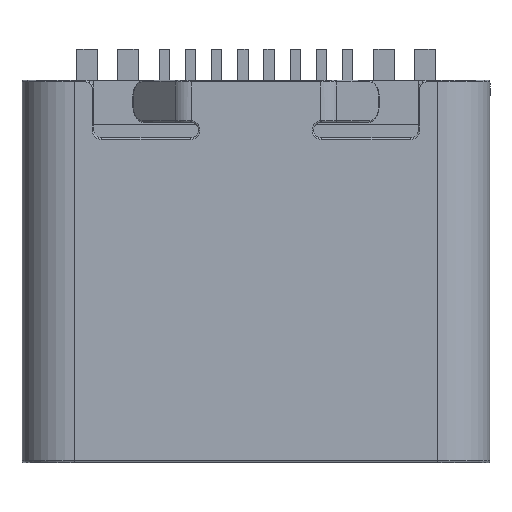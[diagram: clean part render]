
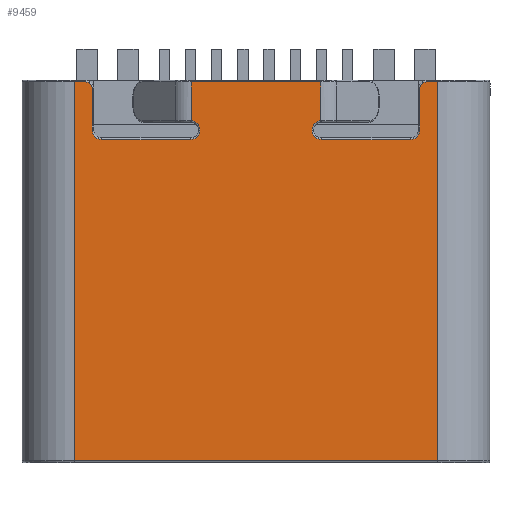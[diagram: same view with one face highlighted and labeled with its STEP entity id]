
A CAD part, top view. The second image highlights one B-rep face of the part: STEP entity #9459.
In plain terms, the highlighted planar face has unit normal (0, 0, 1).
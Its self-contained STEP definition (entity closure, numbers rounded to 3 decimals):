
#222=PLANE('',#10093);
#701=LINE('',#14790,#1563);
#702=LINE('',#14792,#1564);
#703=LINE('',#14794,#1565);
#704=LINE('',#14796,#1566);
#705=LINE('',#14798,#1567);
#706=LINE('',#14802,#1568);
#707=LINE('',#14806,#1569);
#708=LINE('',#14810,#1570);
#709=LINE('',#14812,#1571);
#710=LINE('',#14814,#1572);
#711=LINE('',#14818,#1573);
#712=LINE('',#14821,#1574);
#1563=VECTOR('',#11424,1.);
#1564=VECTOR('',#11425,1.);
#1565=VECTOR('',#11426,1.);
#1566=VECTOR('',#11427,1.);
#1567=VECTOR('',#11428,1.);
#1568=VECTOR('',#11431,1.);
#1569=VECTOR('',#11434,1.);
#1570=VECTOR('',#11437,1.);
#1571=VECTOR('',#11438,1.);
#1572=VECTOR('',#11439,1.);
#1573=VECTOR('',#11442,1.);
#1574=VECTOR('',#11445,1.);
#2392=FACE_OUTER_BOUND('',#2967,.T.);
#2967=EDGE_LOOP('',(#6454,#6455,#6456,#6457,#6458,#6459,#6460,#6461,#6462,
#6463,#6464,#6465,#6466,#6467,#6468,#6469,#6470,#6471));
#3571=CIRCLE('',#10094,0.12);
#3572=CIRCLE('',#10095,0.12);
#3573=CIRCLE('',#10096,0.18);
#3574=CIRCLE('',#10097,0.18);
#3575=CIRCLE('',#10098,0.18);
#3576=CIRCLE('',#10099,0.18);
#4258=VERTEX_POINT('',#14786);
#4259=VERTEX_POINT('',#14787);
#4260=VERTEX_POINT('',#14789);
#4261=VERTEX_POINT('',#14791);
#4262=VERTEX_POINT('',#14793);
#4263=VERTEX_POINT('',#14795);
#4264=VERTEX_POINT('',#14797);
#4265=VERTEX_POINT('',#14799);
#4266=VERTEX_POINT('',#14801);
#4267=VERTEX_POINT('',#14803);
#4268=VERTEX_POINT('',#14805);
#4269=VERTEX_POINT('',#14807);
#4270=VERTEX_POINT('',#14809);
#4271=VERTEX_POINT('',#14811);
#4272=VERTEX_POINT('',#14813);
#4273=VERTEX_POINT('',#14815);
#4274=VERTEX_POINT('',#14817);
#4275=VERTEX_POINT('',#14819);
#5088=EDGE_CURVE('',#4258,#4259,#3571,.T.);
#5089=EDGE_CURVE('',#4259,#4260,#701,.T.);
#5090=EDGE_CURVE('',#4261,#4260,#702,.T.);
#5091=EDGE_CURVE('',#4261,#4262,#703,.T.);
#5092=EDGE_CURVE('',#4262,#4263,#704,.T.);
#5093=EDGE_CURVE('',#4263,#4264,#705,.T.);
#5094=EDGE_CURVE('',#4264,#4265,#3572,.T.);
#5095=EDGE_CURVE('',#4265,#4266,#706,.T.);
#5096=EDGE_CURVE('',#4266,#4267,#3573,.T.);
#5097=EDGE_CURVE('',#4267,#4268,#707,.T.);
#5098=EDGE_CURVE('',#4268,#4269,#3574,.T.);
#5099=EDGE_CURVE('',#4269,#4270,#708,.T.);
#5100=EDGE_CURVE('',#4270,#4271,#709,.T.);
#5101=EDGE_CURVE('',#4272,#4271,#710,.T.);
#5102=EDGE_CURVE('',#4272,#4273,#3575,.T.);
#5103=EDGE_CURVE('',#4273,#4274,#711,.T.);
#5104=EDGE_CURVE('',#4274,#4275,#3576,.T.);
#5105=EDGE_CURVE('',#4275,#4258,#712,.T.);
#6454=ORIENTED_EDGE('',*,*,#5088,.T.);
#6455=ORIENTED_EDGE('',*,*,#5089,.T.);
#6456=ORIENTED_EDGE('',*,*,#5090,.F.);
#6457=ORIENTED_EDGE('',*,*,#5091,.T.);
#6458=ORIENTED_EDGE('',*,*,#5092,.T.);
#6459=ORIENTED_EDGE('',*,*,#5093,.T.);
#6460=ORIENTED_EDGE('',*,*,#5094,.T.);
#6461=ORIENTED_EDGE('',*,*,#5095,.T.);
#6462=ORIENTED_EDGE('',*,*,#5096,.T.);
#6463=ORIENTED_EDGE('',*,*,#5097,.T.);
#6464=ORIENTED_EDGE('',*,*,#5098,.T.);
#6465=ORIENTED_EDGE('',*,*,#5099,.T.);
#6466=ORIENTED_EDGE('',*,*,#5100,.T.);
#6467=ORIENTED_EDGE('',*,*,#5101,.F.);
#6468=ORIENTED_EDGE('',*,*,#5102,.T.);
#6469=ORIENTED_EDGE('',*,*,#5103,.T.);
#6470=ORIENTED_EDGE('',*,*,#5104,.T.);
#6471=ORIENTED_EDGE('',*,*,#5105,.T.);
#9459=ADVANCED_FACE('',(#2392),#222,.F.);
#10093=AXIS2_PLACEMENT_3D('',#14785,#11420,#11421);
#10094=AXIS2_PLACEMENT_3D('',#14788,#11422,#11423);
#10095=AXIS2_PLACEMENT_3D('',#14800,#11429,#11430);
#10096=AXIS2_PLACEMENT_3D('',#14804,#11432,#11433);
#10097=AXIS2_PLACEMENT_3D('',#14808,#11435,#11436);
#10098=AXIS2_PLACEMENT_3D('',#14816,#11440,#11441);
#10099=AXIS2_PLACEMENT_3D('',#14820,#11443,#11444);
#11420=DIRECTION('center_axis',(0.,0.,-1.));
#11421=DIRECTION('ref_axis',(1.,0.,0.));
#11422=DIRECTION('center_axis',(0.,0.,1.));
#11423=DIRECTION('ref_axis',(1.,0.,0.));
#11424=DIRECTION('',(-1.,0.,0.));
#11425=DIRECTION('',(0.,1.,0.));
#11426=DIRECTION('',(1.,0.,0.));
#11427=DIRECTION('',(0.,1.,0.));
#11428=DIRECTION('',(-1.,0.,0.));
#11429=DIRECTION('center_axis',(0.,0.,1.));
#11430=DIRECTION('ref_axis',(1.,0.,0.));
#11431=DIRECTION('',(0.,-1.,0.));
#11432=DIRECTION('center_axis',(0.,0.,-1.));
#11433=DIRECTION('ref_axis',(1.,0.,0.));
#11434=DIRECTION('',(-1.,0.,0.));
#11435=DIRECTION('center_axis',(0.,0.,-1.));
#11436=DIRECTION('ref_axis',(1.,0.,0.));
#11437=DIRECTION('',(0.,1.,0.));
#11438=DIRECTION('',(-1.,0.,0.));
#11439=DIRECTION('',(0.,1.,0.));
#11440=DIRECTION('center_axis',(0.,0.,-1.));
#11441=DIRECTION('ref_axis',(1.,0.,0.));
#11442=DIRECTION('',(-1.,0.,0.));
#11443=DIRECTION('center_axis',(0.,0.,-1.));
#11444=DIRECTION('ref_axis',(1.,0.,0.));
#11445=DIRECTION('',(0.,1.,0.));
#14785=CARTESIAN_POINT('Origin',(0.,-2.412,3.099));
#14786=CARTESIAN_POINT('',(-3.13,2.138,3.099));
#14787=CARTESIAN_POINT('',(-3.25,2.258,3.099));
#14788=CARTESIAN_POINT('Origin',(-3.25,2.138,3.099));
#14789=CARTESIAN_POINT('',(-3.47,2.258,3.099));
#14790=CARTESIAN_POINT('',(0.,2.258,3.099));
#14791=CARTESIAN_POINT('',(-3.47,-4.981,3.099));
#14792=CARTESIAN_POINT('',(-3.47,-5.011,3.099));
#14793=CARTESIAN_POINT('',(3.47,-4.981,3.099));
#14794=CARTESIAN_POINT('',(0.,-4.981,3.099));
#14795=CARTESIAN_POINT('',(3.47,2.258,3.099));
#14796=CARTESIAN_POINT('',(3.47,-5.011,3.099));
#14797=CARTESIAN_POINT('',(3.25,2.258,3.099));
#14798=CARTESIAN_POINT('',(0.,2.258,3.099));
#14799=CARTESIAN_POINT('',(3.13,2.138,3.099));
#14800=CARTESIAN_POINT('Origin',(3.25,2.138,3.099));
#14801=CARTESIAN_POINT('',(3.13,1.338,3.099));
#14802=CARTESIAN_POINT('',(3.13,-2.412,3.099));
#14803=CARTESIAN_POINT('',(2.95,1.158,3.099));
#14804=CARTESIAN_POINT('Origin',(2.95,1.338,3.099));
#14805=CARTESIAN_POINT('',(1.25,1.158,3.099));
#14806=CARTESIAN_POINT('',(0.,1.158,3.099));
#14807=CARTESIAN_POINT('',(1.235,1.517,3.099));
#14808=CARTESIAN_POINT('Origin',(1.25,1.338,3.099));
#14809=CARTESIAN_POINT('',(1.235,2.258,3.099));
#14810=CARTESIAN_POINT('',(1.235,2.288,3.099));
#14811=CARTESIAN_POINT('',(-1.235,2.258,3.099));
#14812=CARTESIAN_POINT('',(0.,2.258,3.099));
#14813=CARTESIAN_POINT('',(-1.235,1.517,3.099));
#14814=CARTESIAN_POINT('',(-1.235,2.288,3.099));
#14815=CARTESIAN_POINT('',(-1.25,1.158,3.099));
#14816=CARTESIAN_POINT('Origin',(-1.25,1.338,3.099));
#14817=CARTESIAN_POINT('',(-2.95,1.158,3.099));
#14818=CARTESIAN_POINT('',(0.,1.158,3.099));
#14819=CARTESIAN_POINT('',(-3.13,1.338,3.099));
#14820=CARTESIAN_POINT('Origin',(-2.95,1.338,3.099));
#14821=CARTESIAN_POINT('',(-3.13,-2.412,3.099));
